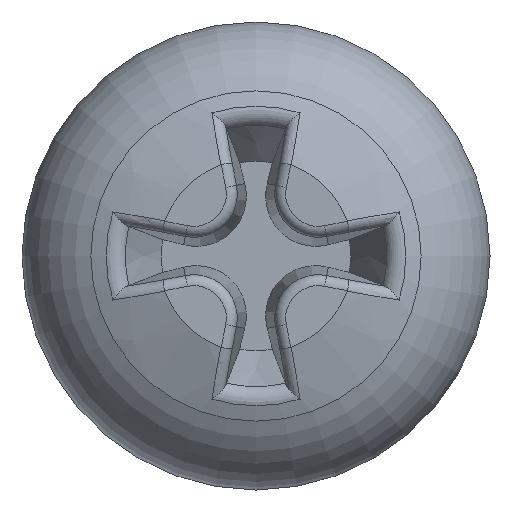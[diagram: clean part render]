
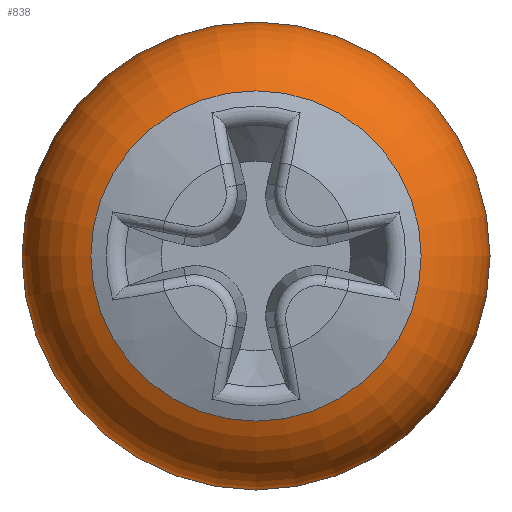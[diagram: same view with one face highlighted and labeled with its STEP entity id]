
A CAD part, left-side view. The second image highlights one B-rep face of the part: STEP entity #838.
In plain terms, the highlighted toroidal (fillet/blend) face has major radius 1.125 mm and minor radius 1 mm.
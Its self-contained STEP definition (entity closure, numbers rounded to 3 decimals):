
#42=FACE_BOUND('',#199,.T.);
#145=FACE_OUTER_BOUND('',#198,.T.);
#198=EDGE_LOOP('',(#665));
#199=EDGE_LOOP('',(#666));
#275=CIRCLE('',#883,1.5);
#307=CIRCLE('',#934,2.125);
#334=VERTEX_POINT('',#1310);
#377=VERTEX_POINT('',#1608);
#425=EDGE_CURVE('',#334,#334,#275,.T.);
#487=EDGE_CURVE('',#377,#377,#307,.T.);
#665=ORIENTED_EDGE('',*,*,#425,.T.);
#666=ORIENTED_EDGE('',*,*,#487,.T.);
#808=TOROIDAL_SURFACE('',#933,1.125,1.);
#838=ADVANCED_FACE('',(#145,#42),#808,.T.);
#883=AXIS2_PLACEMENT_3D('',#1311,#1011,#1012);
#933=AXIS2_PLACEMENT_3D('',#1607,#1123,#1124);
#934=AXIS2_PLACEMENT_3D('',#1609,#1125,#1126);
#1011=DIRECTION('center_axis',(1.,0.,0.));
#1012=DIRECTION('ref_axis',(0.,-1.,0.));
#1123=DIRECTION('center_axis',(1.,0.,0.));
#1124=DIRECTION('ref_axis',(0.,0.,-1.));
#1125=DIRECTION('center_axis',(-1.,0.,0.));
#1126=DIRECTION('ref_axis',(0.,-1.,0.));
#1310=CARTESIAN_POINT('',(-1.508,1.5,0.));
#1311=CARTESIAN_POINT('Origin',(-1.508,0.,
0.));
#1607=CARTESIAN_POINT('Origin',(-0.581,0.,
0.));
#1608=CARTESIAN_POINT('',(-0.581,2.125,0.));
#1609=CARTESIAN_POINT('Origin',(-0.581,0.,
0.));
